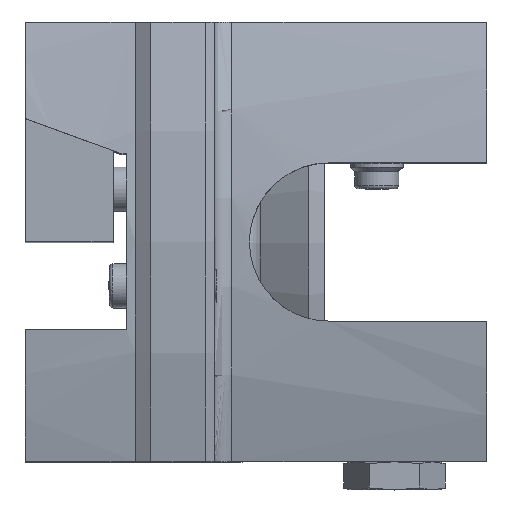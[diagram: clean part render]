
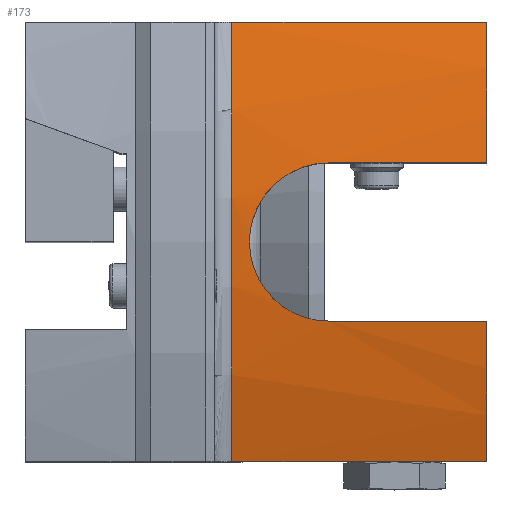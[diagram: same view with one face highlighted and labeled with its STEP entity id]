
A CAD part, top view. The second image highlights one B-rep face of the part: STEP entity #173.
In plain terms, the highlighted cylindrical face has radius 86 mm (diameter 172 mm), a partial arc.
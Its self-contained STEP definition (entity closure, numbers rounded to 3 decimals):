
#45=CYLINDRICAL_SURFACE('',#1672,86.);
#92=FACE_OUTER_BOUND('',#418,.T.);
#173=ADVANCED_FACE('',(#92),#45,.T.);
#315=CIRCLE('',#1669,86.);
#316=CIRCLE('',#1670,86.);
#317=CIRCLE('',#1671,86.);
#418=EDGE_LOOP('',(#655,#656,#657,#658,#659,#660,#661,#662));
#533=B_SPLINE_CURVE_WITH_KNOTS('',3,(#2473,#2474,#2475,#2476,#2477,#2478,
#2479,#2480,#2481,#2482),.UNSPECIFIED.,.F.,.F.,(4,2,2,2,4),(0.,0.25,0.5,
0.75,1.),.UNSPECIFIED.);
#655=ORIENTED_EDGE('',*,*,#1265,.F.);
#656=ORIENTED_EDGE('',*,*,#1266,.F.);
#657=ORIENTED_EDGE('',*,*,#1267,.F.);
#658=ORIENTED_EDGE('',*,*,#1268,.T.);
#659=ORIENTED_EDGE('',*,*,#1269,.F.);
#660=ORIENTED_EDGE('',*,*,#1270,.F.);
#661=ORIENTED_EDGE('',*,*,#1196,.F.);
#662=ORIENTED_EDGE('',*,*,#1271,.T.);
#1041=VERTEX_POINT('',#2243);
#1042=VERTEX_POINT('',#2244);
#1103=VERTEX_POINT('',#2471);
#1104=VERTEX_POINT('',#2472);
#1105=VERTEX_POINT('',#2483);
#1106=VERTEX_POINT('',#2485);
#1107=VERTEX_POINT('',#2487);
#1108=VERTEX_POINT('',#2489);
#1196=EDGE_CURVE('',#1041,#1042,#1428,.T.);
#1265=EDGE_CURVE('',#1103,#1104,#1469,.T.);
#1266=EDGE_CURVE('',#1105,#1103,#533,.T.);
#1267=EDGE_CURVE('',#1106,#1105,#1470,.T.);
#1268=EDGE_CURVE('',#1106,#1107,#315,.T.);
#1269=EDGE_CURVE('',#1108,#1107,#1471,.T.);
#1270=EDGE_CURVE('',#1042,#1108,#316,.T.);
#1271=EDGE_CURVE('',#1041,#1104,#317,.T.);
#1428=LINE('',#2242,#1535);
#1469=LINE('',#2470,#1576);
#1470=LINE('',#2484,#1577);
#1471=LINE('',#2488,#1578);
#1535=VECTOR('',#1808,1.);
#1576=VECTOR('',#1901,1.);
#1577=VECTOR('',#1902,1.);
#1578=VECTOR('',#1905,1.);
#1669=AXIS2_PLACEMENT_3D('',#2486,#1903,#1904);
#1670=AXIS2_PLACEMENT_3D('',#2490,#1906,#1907);
#1671=AXIS2_PLACEMENT_3D('',#2491,#1908,#1909);
#1672=AXIS2_PLACEMENT_3D('',#2492,#1910,#1911);
#1808=DIRECTION('',(-1.,0.,0.));
#1901=DIRECTION('',(1.,0.,0.));
#1902=DIRECTION('',(-1.,0.,0.));
#1903=DIRECTION('',(-1.,0.,0.));
#1904=DIRECTION('',(0.,1.,0.));
#1905=DIRECTION('',(1.,0.,0.));
#1906=DIRECTION('',(-1.,0.,0.));
#1907=DIRECTION('',(0.,1.,0.));
#1908=DIRECTION('',(-1.,0.,0.));
#1909=DIRECTION('',(0.,1.,0.));
#1910=DIRECTION('',(-1.,0.,0.));
#1911=DIRECTION('',(0.,1.,0.));
#2242=CARTESIAN_POINT('',(-24.533,-25.,7.286));
#2243=CARTESIAN_POINT('',(27.967,-25.,7.286));
#2244=CARTESIAN_POINT('',(-1.033,-25.,7.286));
#2470=CARTESIAN_POINT('',(-24.533,-9.,10.528));
#2471=CARTESIAN_POINT('',(9.967,-9.,10.528));
#2472=CARTESIAN_POINT('',(27.967,-9.,10.528));
#2473=CARTESIAN_POINT('',(9.967,9.,10.528));
#2474=CARTESIAN_POINT('',(7.587,9.,10.528));
#2475=CARTESIAN_POINT('',(5.262,8.023,10.641));
#2476=CARTESIAN_POINT('',(1.943,4.705,10.887));
#2477=CARTESIAN_POINT('',(0.968,2.356,11.));
#2478=CARTESIAN_POINT('',(0.965,-2.343,11.));
#2479=CARTESIAN_POINT('',(1.919,-4.678,10.889));
#2480=CARTESIAN_POINT('',(5.278,-8.041,10.64));
#2481=CARTESIAN_POINT('',(7.587,-9.,10.528));
#2482=CARTESIAN_POINT('',(9.967,-9.,10.528));
#2483=CARTESIAN_POINT('',(9.967,9.,10.528));
#2484=CARTESIAN_POINT('',(-24.533,9.,10.528));
#2485=CARTESIAN_POINT('',(27.967,9.,10.528));
#2486=CARTESIAN_POINT('',(27.967,0.,-75.));
#2487=CARTESIAN_POINT('',(27.967,25.,7.286));
#2488=CARTESIAN_POINT('',(-24.533,25.,7.286));
#2489=CARTESIAN_POINT('',(-1.033,25.,7.286));
#2490=CARTESIAN_POINT('',(-1.033,0.,-75.));
#2491=CARTESIAN_POINT('',(27.967,0.,-75.));
#2492=CARTESIAN_POINT('',(-24.533,0.,-75.));
